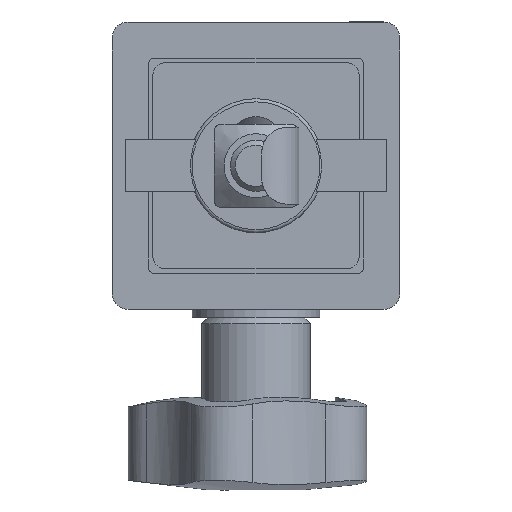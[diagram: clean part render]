
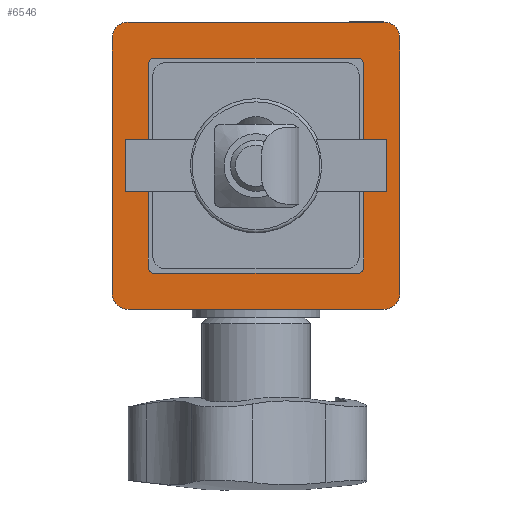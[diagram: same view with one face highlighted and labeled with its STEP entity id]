
A CAD part, front view. The second image highlights one B-rep face of the part: STEP entity #6546.
In plain terms, the highlighted planar face has unit normal (0, -1, 0).
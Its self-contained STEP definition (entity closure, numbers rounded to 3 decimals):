
#340=FACE_BOUND('',#2132,.T.);
#629=LINE('',#10347,#1126);
#648=LINE('',#10422,#1145);
#652=LINE('',#10434,#1149);
#656=LINE('',#10446,#1153);
#658=LINE('',#10454,#1155);
#660=LINE('',#10461,#1157);
#661=LINE('',#10465,#1158);
#662=LINE('',#10469,#1159);
#1126=VECTOR('',#8109,1.);
#1145=VECTOR('',#8174,1.);
#1149=VECTOR('',#8186,1.);
#1153=VECTOR('',#8198,1.);
#1155=VECTOR('',#8208,1.);
#1157=VECTOR('',#8216,1.);
#1158=VECTOR('',#8219,1.);
#1159=VECTOR('',#8222,1.);
#1531=PLANE('',#7154);
#1730=FACE_OUTER_BOUND('',#2131,.T.);
#2131=EDGE_LOOP('',(#4884,#4885,#4886,#4887,#4888,#4889,#4890,#4891));
#2132=EDGE_LOOP('',(#4892,#4893,#4894,#4895,#4896,#4897,#4898,#4899));
#2471=CIRCLE('',#7138,1.);
#2473=CIRCLE('',#7142,1.);
#2475=CIRCLE('',#7146,1.);
#2477=CIRCLE('',#7150,1.);
#2479=CIRCLE('',#7155,2.5);
#2480=CIRCLE('',#7156,2.5);
#2481=CIRCLE('',#7157,2.5);
#2482=CIRCLE('',#7158,2.5);
#2942=VERTEX_POINT('',#10343);
#2944=VERTEX_POINT('',#10346);
#2972=VERTEX_POINT('',#10409);
#2973=VERTEX_POINT('',#10410);
#2977=VERTEX_POINT('',#10420);
#2978=VERTEX_POINT('',#10424);
#2981=VERTEX_POINT('',#10432);
#2982=VERTEX_POINT('',#10436);
#2985=VERTEX_POINT('',#10444);
#2986=VERTEX_POINT('',#10448);
#2988=VERTEX_POINT('',#10458);
#2989=VERTEX_POINT('',#10460);
#2990=VERTEX_POINT('',#10462);
#2991=VERTEX_POINT('',#10464);
#2992=VERTEX_POINT('',#10466);
#2993=VERTEX_POINT('',#10468);
#3640=EDGE_CURVE('',#2944,#2942,#629,.T.);
#3671=EDGE_CURVE('',#2972,#2973,#2471,.T.);
#3677=EDGE_CURVE('',#2973,#2977,#648,.T.);
#3678=EDGE_CURVE('',#2977,#2978,#2473,.T.);
#3683=EDGE_CURVE('',#2978,#2981,#652,.T.);
#3684=EDGE_CURVE('',#2981,#2982,#2475,.T.);
#3689=EDGE_CURVE('',#2982,#2985,#656,.T.);
#3690=EDGE_CURVE('',#2985,#2986,#2477,.T.);
#3693=EDGE_CURVE('',#2986,#2972,#658,.T.);
#3695=EDGE_CURVE('',#2988,#2942,#2479,.T.);
#3696=EDGE_CURVE('',#2988,#2989,#660,.T.);
#3697=EDGE_CURVE('',#2990,#2989,#2480,.T.);
#3698=EDGE_CURVE('',#2990,#2991,#661,.T.);
#3699=EDGE_CURVE('',#2992,#2991,#2481,.T.);
#3700=EDGE_CURVE('',#2993,#2992,#662,.T.);
#3701=EDGE_CURVE('',#2944,#2993,#2482,.T.);
#4884=ORIENTED_EDGE('',*,*,#3695,.F.);
#4885=ORIENTED_EDGE('',*,*,#3696,.T.);
#4886=ORIENTED_EDGE('',*,*,#3697,.F.);
#4887=ORIENTED_EDGE('',*,*,#3698,.T.);
#4888=ORIENTED_EDGE('',*,*,#3699,.F.);
#4889=ORIENTED_EDGE('',*,*,#3700,.F.);
#4890=ORIENTED_EDGE('',*,*,#3701,.F.);
#4891=ORIENTED_EDGE('',*,*,#3640,.T.);
#4892=ORIENTED_EDGE('',*,*,#3671,.T.);
#4893=ORIENTED_EDGE('',*,*,#3677,.T.);
#4894=ORIENTED_EDGE('',*,*,#3678,.T.);
#4895=ORIENTED_EDGE('',*,*,#3683,.T.);
#4896=ORIENTED_EDGE('',*,*,#3684,.T.);
#4897=ORIENTED_EDGE('',*,*,#3689,.T.);
#4898=ORIENTED_EDGE('',*,*,#3690,.T.);
#4899=ORIENTED_EDGE('',*,*,#3693,.T.);
#6546=ADVANCED_FACE('',(#1730,#340),#1531,.F.);
#7138=AXIS2_PLACEMENT_3D('',#10411,#8164,#8165);
#7142=AXIS2_PLACEMENT_3D('',#10425,#8177,#8178);
#7146=AXIS2_PLACEMENT_3D('',#10437,#8189,#8190);
#7150=AXIS2_PLACEMENT_3D('',#10449,#8201,#8202);
#7154=AXIS2_PLACEMENT_3D('',#10457,#8212,#8213);
#7155=AXIS2_PLACEMENT_3D('',#10459,#8214,#8215);
#7156=AXIS2_PLACEMENT_3D('',#10463,#8217,#8218);
#7157=AXIS2_PLACEMENT_3D('',#10467,#8220,#8221);
#7158=AXIS2_PLACEMENT_3D('',#10470,#8223,#8224);
#8109=DIRECTION('',(-1.,0.,0.));
#8164=DIRECTION('center_axis',(0.,1.,0.));
#8165=DIRECTION('ref_axis',(-0.707,0.,0.707));
#8174=DIRECTION('',(1.,0.,0.));
#8177=DIRECTION('center_axis',(0.,1.,0.));
#8178=DIRECTION('ref_axis',(0.707,0.,0.707));
#8186=DIRECTION('',(0.,0.,-1.));
#8189=DIRECTION('center_axis',(0.,1.,0.));
#8190=DIRECTION('ref_axis',(0.707,0.,-0.707));
#8198=DIRECTION('',(-1.,0.,0.));
#8201=DIRECTION('center_axis',(0.,1.,0.));
#8202=DIRECTION('ref_axis',(-0.707,0.,-0.707));
#8208=DIRECTION('',(0.,0.,1.));
#8212=DIRECTION('center_axis',(0.,1.,0.));
#8213=DIRECTION('ref_axis',(-1.,0.,0.));
#8214=DIRECTION('center_axis',(0.,1.,0.));
#8215=DIRECTION('ref_axis',(-0.707,0.,0.707));
#8216=DIRECTION('',(0.,0.,-1.));
#8217=DIRECTION('center_axis',(0.,1.,0.));
#8218=DIRECTION('ref_axis',(-0.707,0.,-0.707));
#8219=DIRECTION('',(1.,0.,0.));
#8220=DIRECTION('center_axis',(0.,1.,0.));
#8221=DIRECTION('ref_axis',(0.707,0.,-0.707));
#8222=DIRECTION('',(0.,0.,-1.));
#8223=DIRECTION('center_axis',(0.,1.,0.));
#8224=DIRECTION('ref_axis',(0.707,0.,0.707));
#10343=CARTESIAN_POINT('',(-20.,-30.,0.));
#10346=CARTESIAN_POINT('',(20.,-30.,0.));
#10347=CARTESIAN_POINT('',(22.5,-30.,0.));
#10409=CARTESIAN_POINT('',(-16.85,-30.,-6.65));
#10410=CARTESIAN_POINT('',(-15.85,-30.,-5.65));
#10411=CARTESIAN_POINT('Origin',(-15.85,-30.,-6.65));
#10420=CARTESIAN_POINT('',(15.85,-30.,-5.65));
#10422=CARTESIAN_POINT('',(-8.425,-30.,-5.65));
#10424=CARTESIAN_POINT('',(16.85,-30.,-6.65));
#10425=CARTESIAN_POINT('Origin',(15.85,-30.,-6.65));
#10432=CARTESIAN_POINT('',(16.85,-30.,-38.35));
#10434=CARTESIAN_POINT('',(16.85,-30.,-14.075));
#10436=CARTESIAN_POINT('',(15.85,-30.,-39.35));
#10437=CARTESIAN_POINT('Origin',(15.85,-30.,-38.35));
#10444=CARTESIAN_POINT('',(-15.85,-30.,-39.35));
#10446=CARTESIAN_POINT('',(8.425,-30.,-39.35));
#10448=CARTESIAN_POINT('',(-16.85,-30.,-38.35));
#10449=CARTESIAN_POINT('Origin',(-15.85,-30.,-38.35));
#10454=CARTESIAN_POINT('',(-16.85,-30.,-30.925));
#10457=CARTESIAN_POINT('Origin',(0.,-30.,-22.5));
#10458=CARTESIAN_POINT('',(-22.5,-30.,-2.5));
#10459=CARTESIAN_POINT('Origin',(-20.,-30.,-2.5));
#10460=CARTESIAN_POINT('',(-22.5,-30.,-42.5));
#10461=CARTESIAN_POINT('',(-22.5,-30.,0.));
#10462=CARTESIAN_POINT('',(-20.,-30.,-45.));
#10463=CARTESIAN_POINT('Origin',(-20.,-30.,-42.5));
#10464=CARTESIAN_POINT('',(20.,-30.,-45.));
#10465=CARTESIAN_POINT('',(22.5,-30.,-45.));
#10466=CARTESIAN_POINT('',(22.5,-30.,-42.5));
#10467=CARTESIAN_POINT('Origin',(20.,-30.,-42.5));
#10468=CARTESIAN_POINT('',(22.5,-30.,-2.5));
#10469=CARTESIAN_POINT('',(22.5,-30.,0.));
#10470=CARTESIAN_POINT('Origin',(20.,-30.,-2.5));
